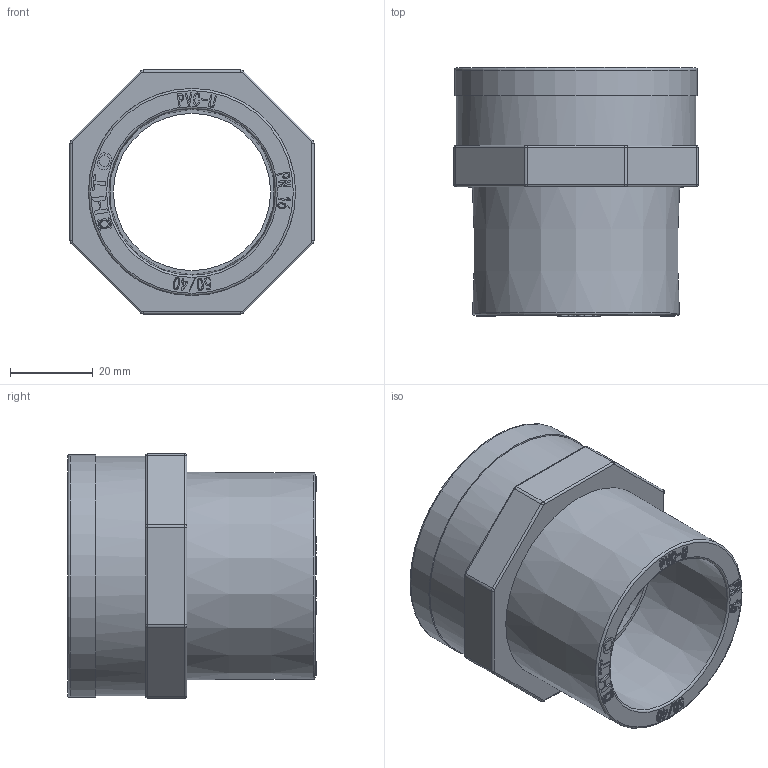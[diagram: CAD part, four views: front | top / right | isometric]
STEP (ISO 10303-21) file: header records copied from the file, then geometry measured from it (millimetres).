
FILE_DESCRIPTION(/* description */ (''),/* implementation_level */ '2;1');
FILE_NAME(/* name */ 'AF0351.040.050.step',/* time_stamp */ '2026-01-22T10:25:48+01:00',/* author */ (''),/* organization */ (''),/* preprocessor_version */ 'ST-DEVELOPER v20.1',/* originating_system */ 'Autodesk Translation Framework v14.21.0.0',/* authorisation */ '');
FILE_SCHEMA (('AUTOMOTIVE_DESIGN { 1 0 10303 214 3 1 1 }'));
Length unit declared in the file: millimetre
Products named in the file (1): 2026-01-22-08-41-56-779
Bounding box: 59 x 60.12 x 59 mm (x, y, z)
Volume: 55331.3 mm3; surface area: 27642.4 mm2
Topology: 2 solids, 2 shells, 831 faces, 2340 edges, 1545 vertices
Faces by surface type: plane 740, cylinder 56, bspline 27, torus 6, cone 2
Full cylindrical faces by diameter (mm): 1.821 x1, 2.428 x1, 38 x1, 44.845 x8, 47.803 x9, 49.827 x1, 50 x1, 58 x1, 58.05 x1, 58.695 x1
Entity records: 31397 total; most frequent: CARTESIAN_POINT 9968, ORIENTED_EDGE 4680, DIRECTION 4007, EDGE_CURVE 2340, LINE 2159, VECTOR 2159, VERTEX_POINT 1545, AXIS2_PLACEMENT_3D 924
